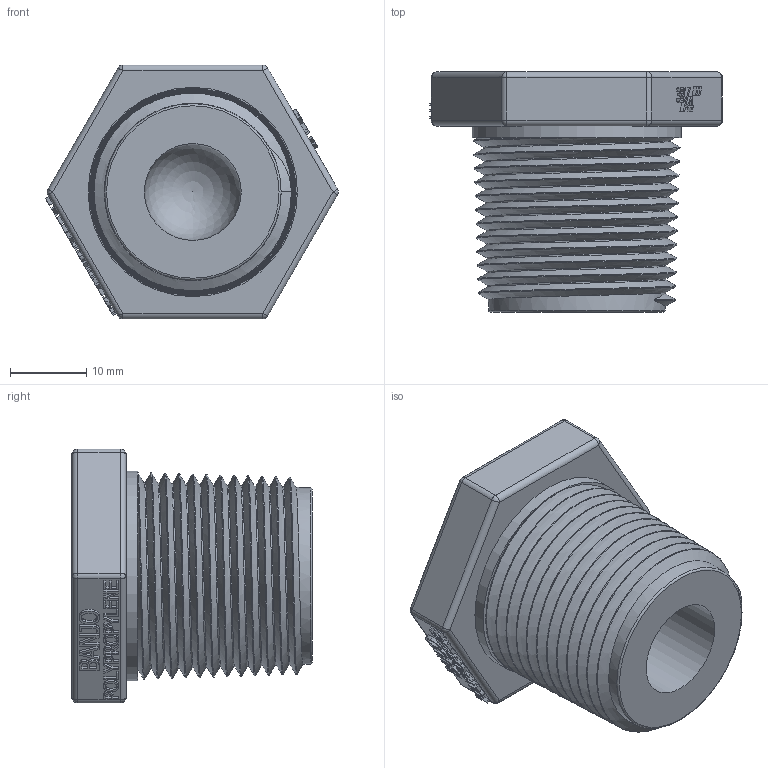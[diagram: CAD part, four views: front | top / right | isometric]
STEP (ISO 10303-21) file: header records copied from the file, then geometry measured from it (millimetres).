
FILE_DESCRIPTION(/* description */ ('3/4" Pipe Plug'),/* implementation_level */ '2;1');
FILE_NAME(/* name */ 'PLUG075.stp',/* time_stamp */ '2013-11-05T14:36:13-05:00',/* author */ ('DTruax'),/* organization */ (''),/* preprocessor_version */ 'ST-DEVELOPER v15.2',/* originating_system */ 'Autodesk Inventor 2014',/* authorisation */ '');
FILE_SCHEMA (('AUTOMOTIVE_DESIGN { 1 0 10303 214 3 1 1 }'));
Length unit declared in the file: inch
Products named in the file (1): PLUG075
Bounding box: 38.39 x 31.5 x 33.27 mm (x, y, z)
Volume: 15844.7 mm3; surface area: 6924.2 mm2
Topology: 1 solids, 1 shells, 373 faces, 964 edges, 629 vertices
Faces by surface type: plane 215, bspline 108, cylinder 21, cone 15, sphere 13, torus 1
Full cylindrical faces by diameter (mm): 12.7 x1, 27.432 x1
Entity records: 14106 total; most frequent: CARTESIAN_POINT 6050, ORIENTED_EDGE 1844, DIRECTION 1255, EDGE_CURVE 922, LINE 657, VECTOR 657, VERTEX_POINT 604, EDGE_LOOP 402
